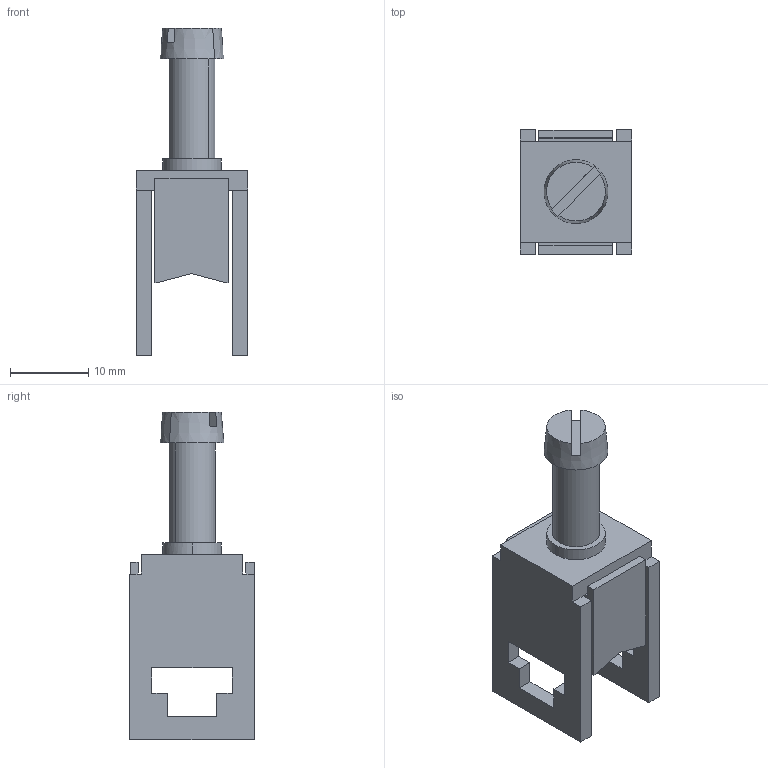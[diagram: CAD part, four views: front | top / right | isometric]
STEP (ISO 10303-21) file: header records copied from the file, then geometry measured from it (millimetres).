
FILE_DESCRIPTION(('Creo Elements/Direct Modeling STEP Export'),'2;1');
FILE_NAME('model.stp','2019-12-17T 8:07:44',(''),(''),'Creo Elements/Direct Modeling STEP processor for AP214 (Solid Model)','Creo Elements/Direct Modeling 20.1A 29-Sep-2018 (C) Parametric Technology GmbH','');
FILE_SCHEMA(('AUTOMOTIVE_DESIGN { 1 0 10303 214 1 1 1 1 }'));
Length unit declared in the file: millimetre
Products named in the file (2): AK_35-select
Assembly tree (1 placements, depth 2):
  AK_35-select
    AK_35-select
Bounding box: 14.3 x 16 x 41.9 mm (x, y, z)
Volume: 3904.2 mm3; surface area: 3122.6 mm2
Topology: 1 solids, 1 shells, 62 faces, 164 edges, 107 vertices
Faces by surface type: plane 56, cylinder 4, cone 2
Entity records: 2397 total; most frequent: CARTESIAN_POINT 377, ORIENTED_EDGE 328, DIRECTION 268, EDGE_CURVE 164, VECTOR 138, LINE 138, VERTEX_POINT 107, EDGE_LOOP 69
